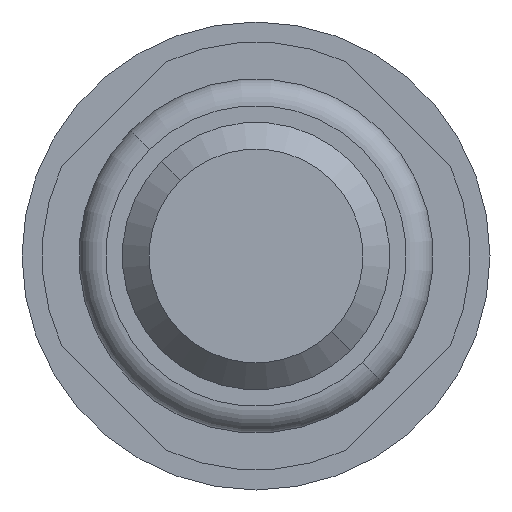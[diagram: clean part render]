
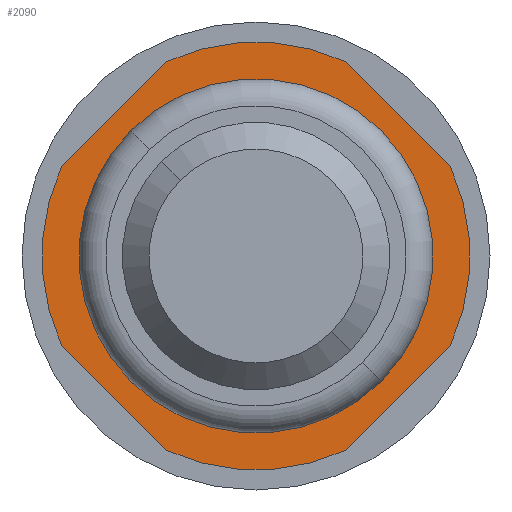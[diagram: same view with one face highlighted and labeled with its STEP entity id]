
A CAD part, front view. The second image highlights one B-rep face of the part: STEP entity #2090.
In plain terms, the highlighted planar face has unit normal (0, -1, 0).
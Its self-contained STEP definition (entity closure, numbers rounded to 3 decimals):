
#25 = CARTESIAN_POINT ( 'NONE',  ( 0., -2., 0. ) ) ;
#74 = DIRECTION ( 'NONE',  ( 0., 1., 0. ) ) ;
#109 = VECTOR ( 'NONE', #1942, 1000. ) ;
#152 = DIRECTION ( 'NONE',  ( -0.707, 0., 0.707 ) ) ;
#173 = CARTESIAN_POINT ( 'NONE',  ( 2.192, -2., 0.071 ) ) ;
#222 = DIRECTION ( 'NONE',  ( 0., 1., 0. ) ) ;
#225 = EDGE_CURVE ( 'Defeature ausgef�hrt3_5+Defeature ausgef�hrt3_8+Defeature ausgef�hrt3_14+Defeature ausgef�hrt3_15', #1205, #1109, #4437, .T. ) ;
#228 = CIRCLE ( 'NONE', #2574, 1.325 ) ;
#234 = DIRECTION ( 'NONE',  ( -0.707, 0., 0.707 ) ) ;
#302 = EDGE_LOOP ( 'NONE', ( #3451, #1785, #2684, #3288, #750, #1990, #3726, #1469 ) ) ;
#375 = VERTEX_POINT ( 'NONE', #2524 ) ;
#383 = PLANE ( 'NONE',  #3210 ) ;
#414 = DIRECTION ( 'NONE',  ( 0., 1., 0. ) ) ;
#441 = EDGE_CURVE ( 'Defeature ausgef�hrt3_8+Defeature ausgef�hrt3_10+Defeature ausgef�hrt3_10+Defeature ausgef�hrt3_10', #375, #1609, #3624, .T. ) ;
#558 = VECTOR ( 'NONE', #1723, 1000. ) ;
#571 = DIRECTION ( 'NONE',  ( 0., 1., 0. ) ) ;
#668 = VECTOR ( 'NONE', #1641, 1000. ) ;
#698 = CARTESIAN_POINT ( 'NONE',  ( 0.667, -2., 1.454 ) ) ;
#750 = ORIENTED_EDGE ( 'NONE', *, *, #2597, .F. ) ;
#948 = VECTOR ( 'NONE', #152, 1000. ) ;
#1056 = AXIS2_PLACEMENT_3D ( 'NONE', #2062, #571, #3472 ) ;
#1109 = VERTEX_POINT ( 'NONE', #698 ) ;
#1118 = AXIS2_PLACEMENT_3D ( 'NONE', #1318, #2059, #4551 ) ;
#1205 = VERTEX_POINT ( 'NONE', #2791 ) ;
#1206 = EDGE_LOOP ( 'NONE', ( #2109, #4346 ) ) ;
#1217 = AXIS2_PLACEMENT_3D ( 'NONE', #3970, #4270, #3248 ) ;
#1318 = CARTESIAN_POINT ( 'NONE',  ( 0., -2., 0. ) ) ;
#1369 = VERTEX_POINT ( 'NONE', #3871 ) ;
#1445 = DIRECTION ( 'NONE',  ( 0., 1., 0. ) ) ;
#1458 = AXIS2_PLACEMENT_3D ( 'NONE', #25, #414, #3983 ) ;
#1469 = ORIENTED_EDGE ( 'NONE', *, *, #3900, .F. ) ;
#1544 = EDGE_CURVE ( 'Defeature ausgef�hrt3_7+Defeature ausgef�hrt3_8+Defeature ausgef�hrt3_12+Defeature ausgef�hrt3_13', #1994, #2777, #3302, .T. ) ;
#1609 = VERTEX_POINT ( 'NONE', #3229 ) ;
#1641 = DIRECTION ( 'NONE',  ( -0.707, 0., -0.707 ) ) ;
#1723 = DIRECTION ( 'NONE',  ( 0.707, 0., 0.707 ) ) ;
#1785 = ORIENTED_EDGE ( 'NONE', *, *, #225, .F. ) ;
#1942 = DIRECTION ( 'NONE',  ( 0.707, 0., -0.707 ) ) ;
#1990 = ORIENTED_EDGE ( 'NONE', *, *, #1544, .F. ) ;
#1994 = VERTEX_POINT ( 'NONE', #2198 ) ;
#2059 = DIRECTION ( 'NONE',  ( 0., 1., 0. ) ) ;
#2062 = CARTESIAN_POINT ( 'NONE',  ( 0., -2., 0. ) ) ;
#2090 = ADVANCED_FACE ( 'Defeature ausgef�hrt3_8', ( #4360, #2195 ), #383, .F. ) ;
#2109 = ORIENTED_EDGE ( 'NONE', *, *, #441, .T. ) ;
#2195 = FACE_OUTER_BOUND ( 'NONE', #302, .T. ) ;
#2198 = CARTESIAN_POINT ( 'NONE',  ( 0.667, -2., -1.454 ) ) ;
#2524 = CARTESIAN_POINT ( 'NONE',  ( -0.937, -2., 0.937 ) ) ;
#2574 = AXIS2_PLACEMENT_3D ( 'NONE', #3485, #222, #234 ) ;
#2597 = EDGE_CURVE ( 'Defeature ausgef�hrt3_13+Defeature ausgef�hrt3_8+Defeature ausgef�hrt3_7+Defeature ausgef�hrt3_6', #2777, #3020, #3744, .T. ) ;
#2638 = CARTESIAN_POINT ( 'NONE',  ( -1.061, -2., -1.061 ) ) ;
#2673 = EDGE_CURVE ( 'Defeature ausgef�hrt3_15+Defeature ausgef�hrt3_8+Defeature ausgef�hrt3_5+Defeature ausgef�hrt3_4', #1109, #3823, #3035, .T. ) ;
#2684 = ORIENTED_EDGE ( 'NONE', *, *, #3771, .F. ) ;
#2738 = CARTESIAN_POINT ( 'NONE',  ( -0.667, -2., -1.454 ) ) ;
#2777 = VERTEX_POINT ( 'NONE', #2738 ) ;
#2791 = CARTESIAN_POINT ( 'NONE',  ( -0.667, -2., 1.454 ) ) ;
#2800 = CARTESIAN_POINT ( 'NONE',  ( 1.454, -2., -0.667 ) ) ;
#2877 = EDGE_CURVE ( 'Defeature ausgef�hrt3_6+Defeature ausgef�hrt3_8+Defeature ausgef�hrt3_13+Defeature ausgef�hrt3_14', #3020, #1369, #3798, .T. ) ;
#3020 = VERTEX_POINT ( 'NONE', #3997 ) ;
#3035 = LINE ( 'NONE', #4423, #109 ) ;
#3151 = CARTESIAN_POINT ( 'NONE',  ( 0.071, -2., 2.192 ) ) ;
#3210 = AXIS2_PLACEMENT_3D ( 'NONE', #4340, #74, #3610 ) ;
#3229 = CARTESIAN_POINT ( 'NONE',  ( 0.937, -2., -0.937 ) ) ;
#3248 = DIRECTION ( 'NONE',  ( -0.707, 0., 0.707 ) ) ;
#3288 = ORIENTED_EDGE ( 'NONE', *, *, #2877, .F. ) ;
#3302 = CIRCLE ( 'NONE', #3988, 1.6 ) ;
#3451 = ORIENTED_EDGE ( 'NONE', *, *, #2673, .F. ) ;
#3471 = LINE ( 'NONE', #3151, #558 ) ;
#3472 = DIRECTION ( 'NONE',  ( -0.707, 0., 0.707 ) ) ;
#3485 = CARTESIAN_POINT ( 'NONE',  ( 0., -2., 0. ) ) ;
#3585 = CARTESIAN_POINT ( 'NONE',  ( 0., -2., 0. ) ) ;
#3610 = DIRECTION ( 'NONE',  ( -0.707, 0., 0.707 ) ) ;
#3624 = CIRCLE ( 'NONE', #1217, 1.325 ) ;
#3726 = ORIENTED_EDGE ( 'NONE', *, *, #3913, .F. ) ;
#3744 = LINE ( 'NONE', #2638, #948 ) ;
#3771 = EDGE_CURVE ( 'Defeature ausgef�hrt3_14+Defeature ausgef�hrt3_8+Defeature ausgef�hrt3_6+Defeature ausgef�hrt3_5', #1369, #1205, #3471, .T. ) ;
#3798 = CIRCLE ( 'NONE', #1458, 1.6 ) ;
#3823 = VERTEX_POINT ( 'NONE', #4097 ) ;
#3871 = CARTESIAN_POINT ( 'NONE',  ( -1.454, -2., 0.667 ) ) ;
#3900 = EDGE_CURVE ( 'Defeature ausgef�hrt3_4+Defeature ausgef�hrt3_8+Defeature ausgef�hrt3_15+Defeature ausgef�hrt3_12', #3823, #4557, #4245, .T. ) ;
#3913 = EDGE_CURVE ( 'Defeature ausgef�hrt3_12+Defeature ausgef�hrt3_8+Defeature ausgef�hrt3_4+Defeature ausgef�hrt3_7', #4557, #1994, #4185, .T. ) ;
#3930 = EDGE_CURVE ( 'Defeature ausgef�hrt3_8+Defeature ausgef�hrt3_10+Defeature ausgef�hrt3_10+Defeature ausgef�hrt3_10', #1609, #375, #228, .T. ) ;
#3939 = DIRECTION ( 'NONE',  ( -0.707, 0., 0.707 ) ) ;
#3970 = CARTESIAN_POINT ( 'NONE',  ( 0., -2., 0. ) ) ;
#3983 = DIRECTION ( 'NONE',  ( -0.707, 0., 0.707 ) ) ;
#3988 = AXIS2_PLACEMENT_3D ( 'NONE', #3585, #1445, #3939 ) ;
#3997 = CARTESIAN_POINT ( 'NONE',  ( -1.454, -2., -0.667 ) ) ;
#4097 = CARTESIAN_POINT ( 'NONE',  ( 1.454, -2., 0.667 ) ) ;
#4185 = LINE ( 'NONE', #173, #668 ) ;
#4245 = CIRCLE ( 'NONE', #1118, 1.6 ) ;
#4270 = DIRECTION ( 'NONE',  ( 0., 1., 0. ) ) ;
#4340 = CARTESIAN_POINT ( 'NONE',  ( 1.131, -2., 1.131 ) ) ;
#4346 = ORIENTED_EDGE ( 'NONE', *, *, #3930, .T. ) ;
#4360 = FACE_BOUND ( 'NONE', #1206, .T. ) ;
#4423 = CARTESIAN_POINT ( 'NONE',  ( 1.061, -2., 1.061 ) ) ;
#4437 = CIRCLE ( 'NONE', #1056, 1.6 ) ;
#4551 = DIRECTION ( 'NONE',  ( -0.707, 0., 0.707 ) ) ;
#4557 = VERTEX_POINT ( 'NONE', #2800 ) ;
